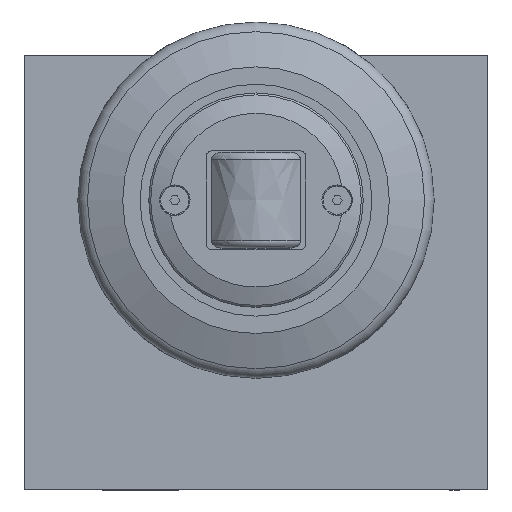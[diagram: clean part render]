
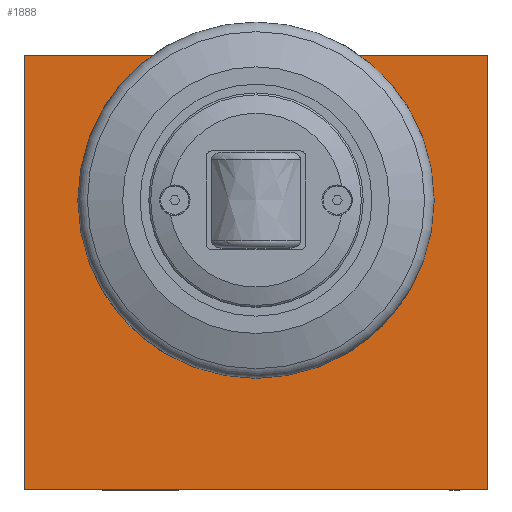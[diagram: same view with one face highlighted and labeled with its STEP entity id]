
A CAD part, front view. The second image highlights one B-rep face of the part: STEP entity #1888.
In plain terms, the highlighted planar face has unit normal (0, -1, 0).
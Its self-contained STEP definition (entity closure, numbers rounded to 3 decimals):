
#85=FACE_BOUND('',#386,.T.);
#174=CIRCLE('',#2070,39.5);
#276=FACE_OUTER_BOUND('',#385,.T.);
#385=EDGE_LOOP('',(#1615,#1616,#1617,#1618));
#386=EDGE_LOOP('',(#1619));
#539=LINE('',#3283,#698);
#540=LINE('',#3285,#699);
#541=LINE('',#3287,#700);
#542=LINE('',#3288,#701);
#698=VECTOR('',#2569,10.);
#699=VECTOR('',#2570,10.);
#700=VECTOR('',#2571,10.);
#701=VECTOR('',#2572,10.);
#852=VERTEX_POINT('',#3185);
#885=VERTEX_POINT('',#3281);
#886=VERTEX_POINT('',#3282);
#887=VERTEX_POINT('',#3284);
#888=VERTEX_POINT('',#3286);
#1094=EDGE_CURVE('',#852,#852,#174,.T.);
#1141=EDGE_CURVE('',#885,#886,#539,.T.);
#1142=EDGE_CURVE('',#887,#886,#540,.T.);
#1143=EDGE_CURVE('',#888,#887,#541,.T.);
#1144=EDGE_CURVE('',#888,#885,#542,.T.);
#1615=ORIENTED_EDGE('',*,*,#1141,.T.);
#1616=ORIENTED_EDGE('',*,*,#1142,.F.);
#1617=ORIENTED_EDGE('',*,*,#1143,.F.);
#1618=ORIENTED_EDGE('',*,*,#1144,.T.);
#1619=ORIENTED_EDGE('',*,*,#1094,.T.);
#1796=PLANE('',#2089);
#1888=ADVANCED_FACE('',(#276,#85),#1796,.T.);
#2070=AXIS2_PLACEMENT_3D('',#3187,#2487,#2488);
#2089=AXIS2_PLACEMENT_3D('',#3280,#2567,#2568);
#2487=DIRECTION('center_axis',(0.,1.,0.));
#2488=DIRECTION('ref_axis',(-1.,0.,0.));
#2567=DIRECTION('center_axis',(0.,-1.,0.));
#2568=DIRECTION('ref_axis',(0.,0.,-1.));
#2569=DIRECTION('',(0.,0.,1.));
#2570=DIRECTION('',(1.,0.,0.));
#2571=DIRECTION('',(0.,0.,1.));
#2572=DIRECTION('',(1.,0.,0.));
#3185=CARTESIAN_POINT('',(119.5,0.,100.));
#3187=CARTESIAN_POINT('Origin',(80.,0.,100.));
#3280=CARTESIAN_POINT('Origin',(0.,0.,0.));
#3281=CARTESIAN_POINT('',(160.,0.,0.));
#3282=CARTESIAN_POINT('',(160.,0.,150.));
#3283=CARTESIAN_POINT('',(160.,0.,0.));
#3284=CARTESIAN_POINT('',(0.,0.,150.));
#3285=CARTESIAN_POINT('',(0.,0.,150.));
#3286=CARTESIAN_POINT('',(0.,0.,0.));
#3287=CARTESIAN_POINT('',(0.,0.,0.));
#3288=CARTESIAN_POINT('',(0.,0.,0.));
